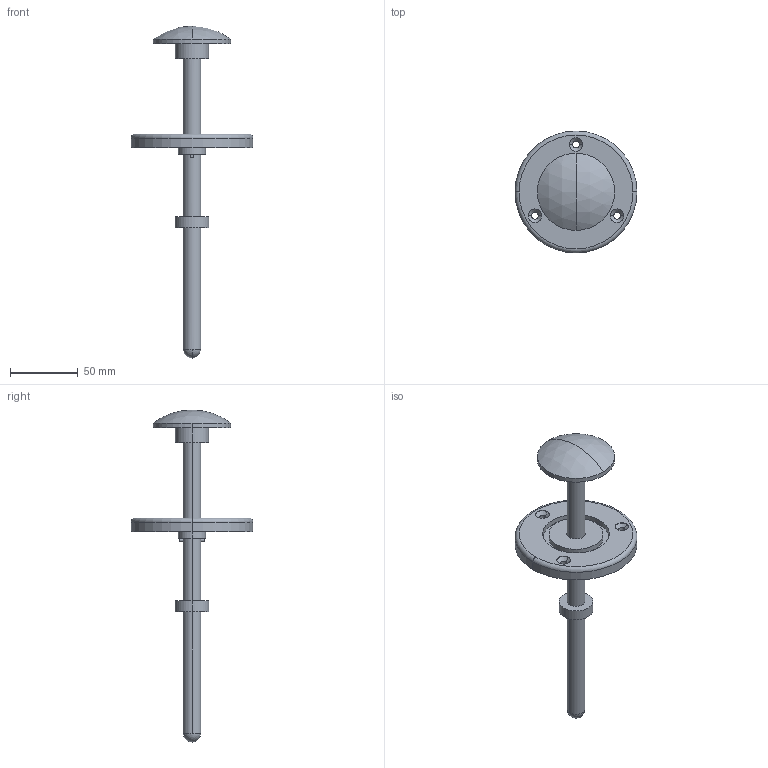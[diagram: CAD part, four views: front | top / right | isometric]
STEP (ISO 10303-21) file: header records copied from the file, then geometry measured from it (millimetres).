
FILE_DESCRIPTION (( 'STEP AP203' ), '1' );
FILE_NAME ('FC-702.STEP', '2017-12-22T05:26:11', ( '' ), ( '' ), 'SwSTEP 2.0', 'SolidWorks 2014', '' );
FILE_SCHEMA (( 'CONFIG_CONTROL_DESIGN' ));
Length unit declared in the file: millimetre
Products named in the file (4): FC-702フランジ_; FC-702フェルト_; FC-702; FC-702押し棒_
Assembly tree (3 placements, depth 2):
  FC-702
    FC-702フランジ_
    FC-702押し棒_
    FC-702フェルト_
Bounding box: 90 x 90 x 245 mm (x, y, z)
Volume: 117712.5 mm3; surface area: 34745.1 mm2
Topology: 3 solids, 3 shells, 59 faces, 128 edges, 80 vertices
Faces by surface type: cylinder 36, plane 11, cone 6, sphere 4, torus 2
Entity records: 2122 total; most frequent: CARTESIAN_POINT 343, DIRECTION 332, ORIENTED_EDGE 252, AXIS2_PLACEMENT_3D 145, EDGE_CURVE 126, VERTEX_POINT 80, CIRCLE 80, EDGE_LOOP 76
